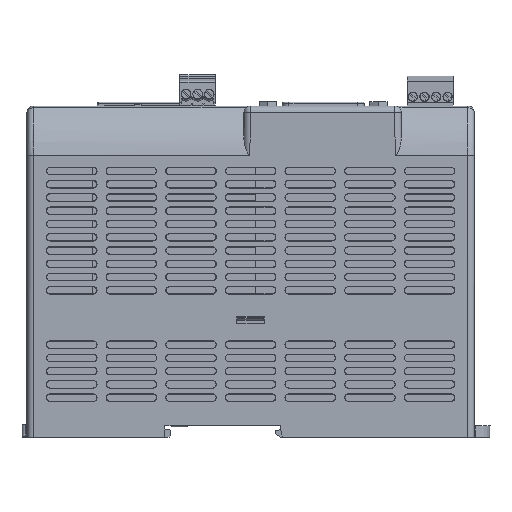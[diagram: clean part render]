
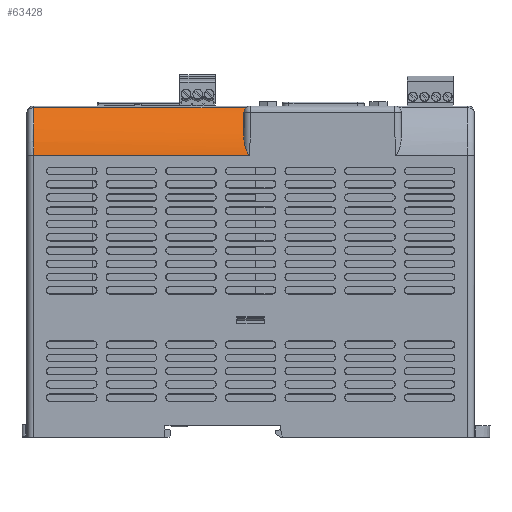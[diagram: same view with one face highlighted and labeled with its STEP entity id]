
A CAD part, left-side view. The second image highlights one B-rep face of the part: STEP entity #63428.
In plain terms, the highlighted cylindrical face has radius 25.2 mm (diameter 50.4 mm), a partial arc.
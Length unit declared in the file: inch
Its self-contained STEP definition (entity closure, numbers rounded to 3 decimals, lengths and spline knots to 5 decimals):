
#811 = CARTESIAN_POINT ( 'NONE',  ( 0.00229, 2.68676, 3.36557 ) ) ;
#2065 = CARTESIAN_POINT ( 'NONE',  ( 0.26643, 2.73738, 3.87035 ) ) ;
#4017 = VECTOR ( 'NONE', #32131, 39.37008 ) ;
#4403 = AXIS2_PLACEMENT_3D ( 'NONE', #59866, #66983, #45960 ) ;
#5184 = VERTEX_POINT ( 'NONE', #50612 ) ;
#5773 = DIRECTION ( 'NONE',  ( 0., 1., 0. ) ) ;
#7717 = CARTESIAN_POINT ( 'NONE',  ( 0.25628, 2.73757, 3.85964 ) ) ;
#7859 = CARTESIAN_POINT ( 'NONE',  ( 0.00861, 2.70307, 3.39595 ) ) ;
#8173 = CARTESIAN_POINT ( 'NONE',  ( 0., 2.67065, 3.35323 ) ) ;
#8772 = CARTESIAN_POINT ( 'NONE',  ( 0.03546, 2.73158, 3.49258 ) ) ;
#9841 = CARTESIAN_POINT ( 'NONE',  ( 0., 5.23622, 3.35323 ) ) ;
#13837 = VERTEX_POINT ( 'NONE', #9841 ) ;
#16352 = ORIENTED_EDGE ( 'NONE', *, *, #44224, .F. ) ;
#17156 = CARTESIAN_POINT ( 'NONE',  ( 0.31533, 2.71131, 3.91698 ) ) ;
#17206 = VERTEX_POINT ( 'NONE', #25188 ) ;
#17651 = CARTESIAN_POINT ( 'NONE',  ( 0.31533, 0., 3.91698 ) ) ;
#19886 = DIRECTION ( 'NONE',  ( 0., 1., 0. ) ) ;
#20513 = VERTEX_POINT ( 'NONE', #66470 ) ;
#22356 = CARTESIAN_POINT ( 'NONE',  ( 0.0063, 2.6986, 3.38542 ) ) ;
#22754 = LINE ( 'NONE', #17651, #4017 ) ;
#25188 = CARTESIAN_POINT ( 'NONE',  ( 0.31533, 5.23622, 3.91698 ) ) ;
#27017 = CARTESIAN_POINT ( 'NONE',  ( 0.97638, 0., 3.17717 ) ) ;
#29248 = EDGE_CURVE ( 'NONE', #38651, #17206, #22754, .T. ) ;
#29456 = CARTESIAN_POINT ( 'NONE',  ( 0.06878, 2.74248, 3.57858 ) ) ;
#30077 = CARTESIAN_POINT ( 'NONE',  ( 0.18349, 2.73891, 3.78284 ) ) ;
#30376 = CARTESIAN_POINT ( 'NONE',  ( 0.05957, 2.741, 3.55705 ) ) ;
#30415 = CARTESIAN_POINT ( 'NONE',  ( 0.29163, 2.72862, 3.89514 ) ) ;
#32131 = DIRECTION ( 'NONE',  ( 0., 1., 0. ) ) ;
#33196 = DIRECTION ( 'NONE',  ( 0., 0., 1. ) ) ;
#36079 = CIRCLE ( 'NONE', #4403, 0.99213 ) ;
#38651 = VERTEX_POINT ( 'NONE', #60594 ) ;
#38743 = CARTESIAN_POINT ( 'NONE',  ( 0.27654, 2.73511, 3.88054 ) ) ;
#38814 = ORIENTED_EDGE ( 'NONE', *, *, #59284, .T. ) ;
#41263 = CARTESIAN_POINT ( 'NONE',  ( 0., 0., 3.35323 ) ) ;
#41852 = B_SPLINE_CURVE_WITH_KNOTS ( 'NONE', 3,
 ( #66877, #2065, #38743, #30415, #80793, #51792, #87562, #17156 ),
 .UNSPECIFIED., .F., .F.,
 ( 4, 2, 2, 4 ),
 ( 0., 0.00111, 0.00166, 0.00222 ),
 .UNSPECIFIED. ) ;
#43674 = CARTESIAN_POINT ( 'NONE',  ( 0.04292, 2.73554, 3.51408 ) ) ;
#44224 = EDGE_CURVE ( 'NONE', #5184, #13837, #79408, .T. ) ;
#44944 = CARTESIAN_POINT ( 'NONE',  ( 0.25628, 2.73757, 3.85964 ) ) ;
#45960 = DIRECTION ( 'NONE',  ( 0., 0., -1. ) ) ;
#47278 = CYLINDRICAL_SURFACE ( 'NONE', #57011, 0.99213 ) ;
#50612 = CARTESIAN_POINT ( 'NONE',  ( 0., 2.66766, 3.35323 ) ) ;
#50614 = VERTEX_POINT ( 'NONE', #7717 ) ;
#51792 = CARTESIAN_POINT ( 'NONE',  ( 0.30626, 2.71947, 3.90881 ) ) ;
#53126 = ORIENTED_EDGE ( 'NONE', *, *, #71704, .T. ) ;
#53483 = ORIENTED_EDGE ( 'NONE', *, *, #89884, .T. ) ;
#57011 = AXIS2_PLACEMENT_3D ( 'NONE', #27017, #19886, #33196 ) ;
#57051 = EDGE_LOOP ( 'NONE', ( #16352, #53483, #66823, #38814, #74229, #53126 ) ) ;
#57323 = CARTESIAN_POINT ( 'NONE',  ( 0.01369, 2.71119, 3.41731 ) ) ;
#57603 = CARTESIAN_POINT ( 'NONE',  ( 0.02545, 2.72392, 3.46031 ) ) ;
#57933 = CARTESIAN_POINT ( 'NONE',  ( 0.00073, 2.67857, 3.35722 ) ) ;
#58557 = CARTESIAN_POINT ( 'NONE',  ( 0.12381, 2.74044, 3.69547 ) ) ;
#59284 = EDGE_CURVE ( 'NONE', #50614, #38651, #41852, .T. ) ;
#59866 = CARTESIAN_POINT ( 'NONE',  ( 0.97638, 5.23622, 3.17717 ) ) ;
#60594 = CARTESIAN_POINT ( 'NONE',  ( 0.31533, 2.71131, 3.91698 ) ) ;
#63428 = ADVANCED_FACE ( 'NONE', ( #82633 ), #47278, .T. ) ;
#64689 = CARTESIAN_POINT ( 'NONE',  ( 0., 2.66766, 3.35323 ) ) ;
#65609 = CARTESIAN_POINT ( 'NONE',  ( 0.00018, 2.67353, 3.35423 ) ) ;
#66470 = CARTESIAN_POINT ( 'NONE',  ( 0.07874, 2.74211, 3.59973 ) ) ;
#66823 = ORIENTED_EDGE ( 'NONE', *, *, #75255, .F. ) ;
#66877 = CARTESIAN_POINT ( 'NONE',  ( 0.25628, 2.73757, 3.85964 ) ) ;
#66983 = DIRECTION ( 'NONE',  ( 0., -1., 0. ) ) ;
#71528 = CARTESIAN_POINT ( 'NONE',  ( 0.01644, 2.71471, 3.42806 ) ) ;
#71673 = VECTOR ( 'NONE', #5773, 39.37008 ) ;
#71704 = EDGE_CURVE ( 'NONE', #17206, #13837, #36079, .T. ) ;
#71831 = CARTESIAN_POINT ( 'NONE',  ( 0.00109, 2.68079, 3.35921 ) ) ;
#72464 = CARTESIAN_POINT ( 'NONE',  ( 0.00326, 2.68999, 3.37049 ) ) ;
#74229 = ORIENTED_EDGE ( 'NONE', *, *, #29248, .T. ) ;
#75255 = EDGE_CURVE ( 'NONE', #50614, #20513, #90261, .T. ) ;
#78945 = CARTESIAN_POINT ( 'NONE',  ( 0.07874, 2.74211, 3.59973 ) ) ;
#79408 = LINE ( 'NONE', #41263, #71673 ) ;
#79856 = CARTESIAN_POINT ( 'NONE',  ( 0.02231, 2.72108, 3.44956 ) ) ;
#79872 = CARTESIAN_POINT ( 'NONE',  ( 0.07874, 2.74211, 3.59973 ) ) ;
#80793 = CARTESIAN_POINT ( 'NONE',  ( 0.29664, 2.72591, 3.89988 ) ) ;
#82633 = FACE_OUTER_BOUND ( 'NONE', #57051, .T. ) ;
#87562 = CARTESIAN_POINT ( 'NONE',  ( 0.31091, 2.71573, 3.91303 ) ) ;
#88732 = B_SPLINE_CURVE_WITH_KNOTS ( 'NONE', 3,
 ( #64689, #8173, #65609, #57933, #71831, #811, #72464, #22356, #7859, #57323, #71528, #79856, #57603, #8772, #43674, #30376, #29456, #78945 ),
 .UNSPECIFIED., .F., .F.,
 ( 4, 2, 2, 2, 2, 2, 2, 2, 4 ),
 ( 0., 0.00022, 0.00045, 0.0009, 0.0018, 0.00269, 0.00359, 0.00539, 0.00718 ),
 .UNSPECIFIED. ) ;
#89884 = EDGE_CURVE ( 'NONE', #5184, #20513, #88732, .T. ) ;
#90261 =( BOUNDED_CURVE ( )  B_SPLINE_CURVE ( 3, ( #44944, #30077, #58557, #79872 ),
 .UNSPECIFIED., .F., .F. ) 
 B_SPLINE_CURVE_WITH_KNOTS ( ( 4, 4 ),
 ( 3.95381, 4.27241 ),
 .UNSPECIFIED. ) 
 CURVE ( )  GEOMETRIC_REPRESENTATION_ITEM ( )  RATIONAL_B_SPLINE_CURVE ( ( 1., 0.992, 0.992, 1. ) ) 
 REPRESENTATION_ITEM ( '' )  );
